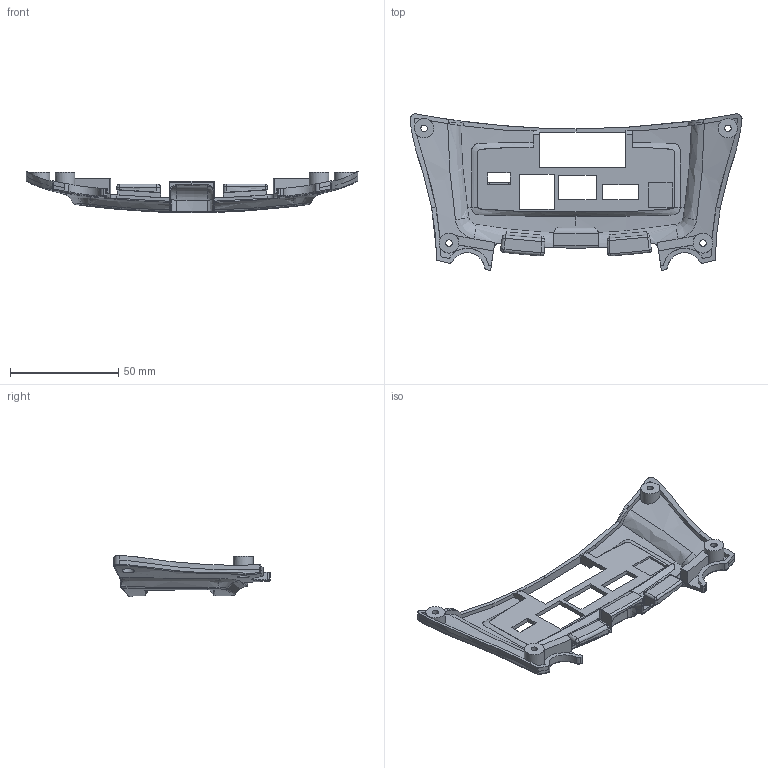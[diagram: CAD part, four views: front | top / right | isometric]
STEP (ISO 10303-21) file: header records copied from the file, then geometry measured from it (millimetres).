
FILE_DESCRIPTION(/* description */ (''),/* implementation_level */ '2;1');
FILE_NAME(/* name */ 'Top_back_cover_FAN v4.step',/* time_stamp */ '2018-10-19T17:47:05+11:00',/* author */ ('TaylorY96'),/* organization */ (''),/* preprocessor_version */ 'ST-DEVELOPER v17.2',/* originating_system */ 'Autodesk Translation Framework v7.6.0.251',/* authorisation */ '');
FILE_SCHEMA (('AUTOMOTIVE_DESIGN { 1 0 10303 214 3 1 1 }'));
Products named in the file (4): Top_back_cover_FAN; Top_back_cover v1; Current Back Plate (1); Body Back Top Cover Plate v10 (1) (1) (1)
Assembly tree (3 placements, depth 4):
  Top_back_cover_FAN
    Top_back_cover v1
      Current Back Plate (1)
        Body Back Top Cover Plate v10 (1) (1) (1)
Bounding box: 153.61 x 72.33 x 19.22 mm (x, y, z)
Volume: 20563.1 mm3; surface area: 21046.2 mm2
Topology: 1 solids, 1 shells, 348 faces, 1066 edges, 719 vertices
Faces by surface type: bspline 189, cylinder 74, plane 70, sphere 12, torus 3
Full cylindrical faces by diameter (mm): 3 x4, 5.6 x4, 8.9 x2, 9.2 x2
Entity records: 39379 total; most frequent: CARTESIAN_POINT 31029, ORIENTED_EDGE 2126, DIRECTION 1207, EDGE_CURVE 1063, VERTEX_POINT 719, B_SPLINE_CURVE_WITH_KNOTS 489, AXIS2_PLACEMENT_3D 468, EDGE_LOOP 368
